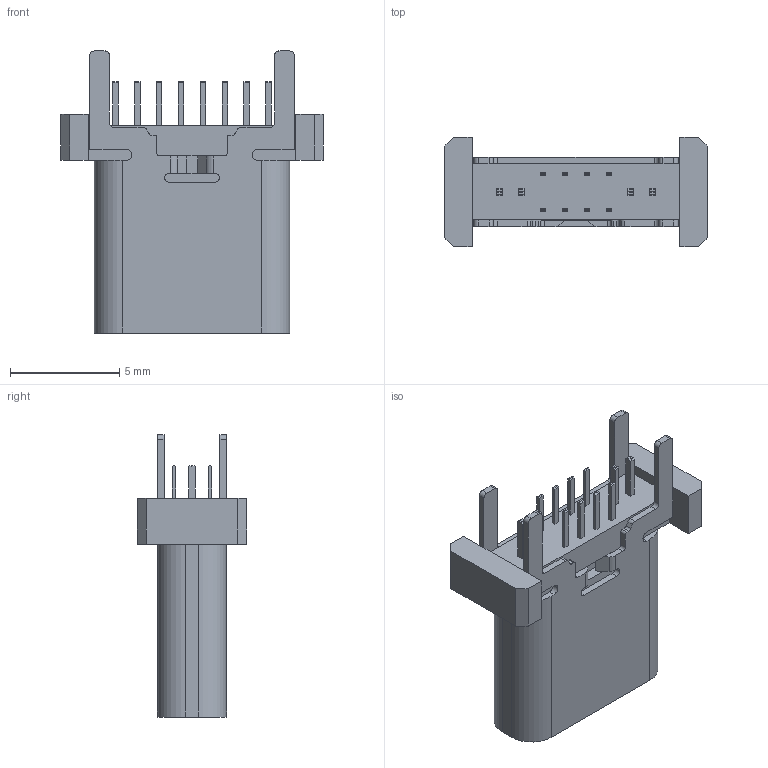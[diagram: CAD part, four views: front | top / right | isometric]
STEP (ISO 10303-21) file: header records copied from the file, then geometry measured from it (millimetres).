
FILE_DESCRIPTION (( 'STEP AP203' ), '1' );
FILE_NAME ('GT-USB-7038B.stp', '2023-03-13T01:18:38', ( '' ), ( '' ), 'SwSTEP 2.0', 'SolidWorks 2021', '' );
FILE_SCHEMA (( 'CONFIG_CONTROL_DESIGN' ));
Length unit declared in the file: millimetre
Products named in the file (1): GT-USB-7038B
Bounding box: 12 x 5 x 12.9 mm (x, y, z)
Volume: 202 mm3; surface area: 574.2 mm2
Topology: 1 solids, 1 shells, 533 faces, 1449 edges, 934 vertices
Faces by surface type: plane 405, cylinder 78, bspline 46, cone 4
Entity records: 18668 total; most frequent: CARTESIAN_POINT 5369, ORIENTED_EDGE 2898, DIRECTION 2485, EDGE_CURVE 1449, VECTOR 1177, LINE 1177, VERTEX_POINT 934, AXIS2_PLACEMENT_3D 654
